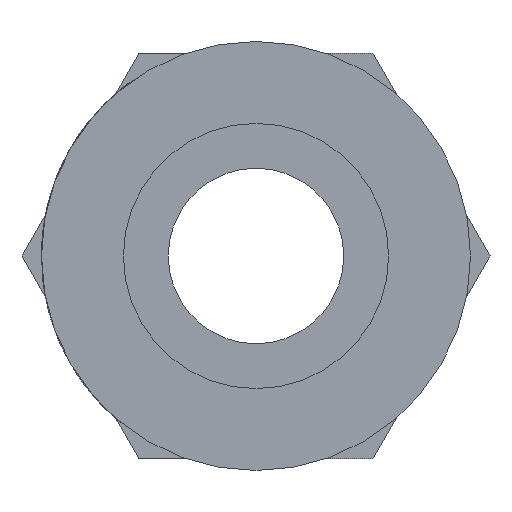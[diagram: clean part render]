
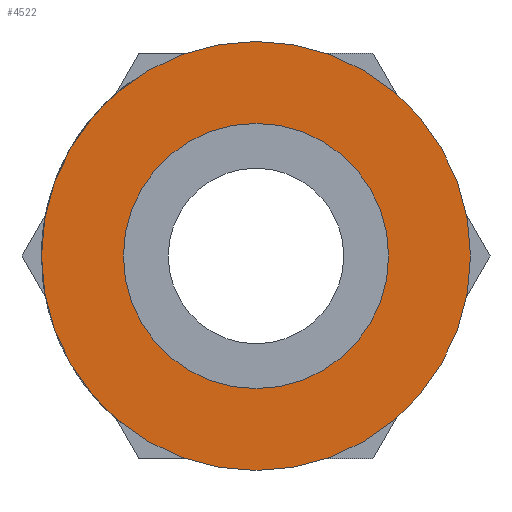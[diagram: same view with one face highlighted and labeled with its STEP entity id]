
A CAD part, left-side view. The second image highlights one B-rep face of the part: STEP entity #4522.
In plain terms, the highlighted planar face has unit normal (-1, 0, 0).
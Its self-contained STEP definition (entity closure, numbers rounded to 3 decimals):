
#154 = DIRECTION ( 'NONE',  ( 0., 0., 1. ) ) ;
#383 = CIRCLE ( 'NONE', #6271, 6.8 ) ;
#658 = AXIS2_PLACEMENT_3D ( 'NONE', #3949, #858, #6505 ) ;
#786 = CIRCLE ( 'NONE', #658, 6.8 ) ;
#858 = DIRECTION ( 'NONE',  ( -1., 0., 0. ) ) ;
#1032 = EDGE_LOOP ( 'NONE', ( #6462, #5085 ) ) ;
#1435 = AXIS2_PLACEMENT_3D ( 'NONE', #3171, #2549, #1999 ) ;
#1486 = ORIENTED_EDGE ( 'NONE', *, *, #6665, .F. ) ;
#1650 = CARTESIAN_POINT ( 'NONE',  ( 0., 0., -11. ) ) ;
#1999 = DIRECTION ( 'NONE',  ( 0., 0., -1. ) ) ;
#2005 = VERTEX_POINT ( 'NONE', #3771 ) ;
#2286 = ORIENTED_EDGE ( 'NONE', *, *, #2423, .F. ) ;
#2316 = VERTEX_POINT ( 'NONE', #4732 ) ;
#2423 = EDGE_CURVE ( 'NONE', #2005, #2316, #383, .T. ) ;
#2532 = EDGE_LOOP ( 'NONE', ( #2286, #1486 ) ) ;
#2549 = DIRECTION ( 'NONE',  ( 1., 0., 0. ) ) ;
#2610 = VERTEX_POINT ( 'NONE', #1650 ) ;
#2627 = CARTESIAN_POINT ( 'NONE',  ( 0., 0., 11. ) ) ;
#2748 = CARTESIAN_POINT ( 'NONE',  ( 0., 0., 0. ) ) ;
#3171 = CARTESIAN_POINT ( 'NONE',  ( 0., 0., 0. ) ) ;
#3355 = DIRECTION ( 'NONE',  ( -1., 0., 0. ) ) ;
#3771 = CARTESIAN_POINT ( 'NONE',  ( 0., 0., 6.8 ) ) ;
#3887 = FACE_BOUND ( 'NONE', #2532, .T. ) ;
#3924 = FACE_OUTER_BOUND ( 'NONE', #1032, .T. ) ;
#3949 = CARTESIAN_POINT ( 'NONE',  ( 0., 0., 0. ) ) ;
#4269 = CIRCLE ( 'NONE', #5326, 11. ) ;
#4522 = ADVANCED_FACE ( 'NONE', ( #3887, #3924 ), #5177, .F. ) ;
#4695 = VERTEX_POINT ( 'NONE', #2627 ) ;
#4725 = DIRECTION ( 'NONE',  ( 0., 0., 1. ) ) ;
#4732 = CARTESIAN_POINT ( 'NONE',  ( 0., 0., -6.8 ) ) ;
#4933 = CIRCLE ( 'NONE', #6141, 11. ) ;
#5085 = ORIENTED_EDGE ( 'NONE', *, *, #7484, .T. ) ;
#5177 = PLANE ( 'NONE',  #1435 ) ;
#5326 = AXIS2_PLACEMENT_3D ( 'NONE', #5869, #3355, #7791 ) ;
#5869 = CARTESIAN_POINT ( 'NONE',  ( 0., 0., 0. ) ) ;
#5975 = DIRECTION ( 'NONE',  ( -1., 0., 0. ) ) ;
#5980 = CARTESIAN_POINT ( 'NONE',  ( 0., 0., 0. ) ) ;
#6141 = AXIS2_PLACEMENT_3D ( 'NONE', #5980, #6703, #4725 ) ;
#6197 = EDGE_CURVE ( 'NONE', #4695, #2610, #4269, .T. ) ;
#6271 = AXIS2_PLACEMENT_3D ( 'NONE', #2748, #5975, #154 ) ;
#6462 = ORIENTED_EDGE ( 'NONE', *, *, #6197, .T. ) ;
#6505 = DIRECTION ( 'NONE',  ( 0., 0., 1. ) ) ;
#6665 = EDGE_CURVE ( 'NONE', #2316, #2005, #786, .T. ) ;
#6703 = DIRECTION ( 'NONE',  ( -1., 0., 0. ) ) ;
#7484 = EDGE_CURVE ( 'NONE', #2610, #4695, #4933, .T. ) ;
#7791 = DIRECTION ( 'NONE',  ( 0., 0., 1. ) ) ;
